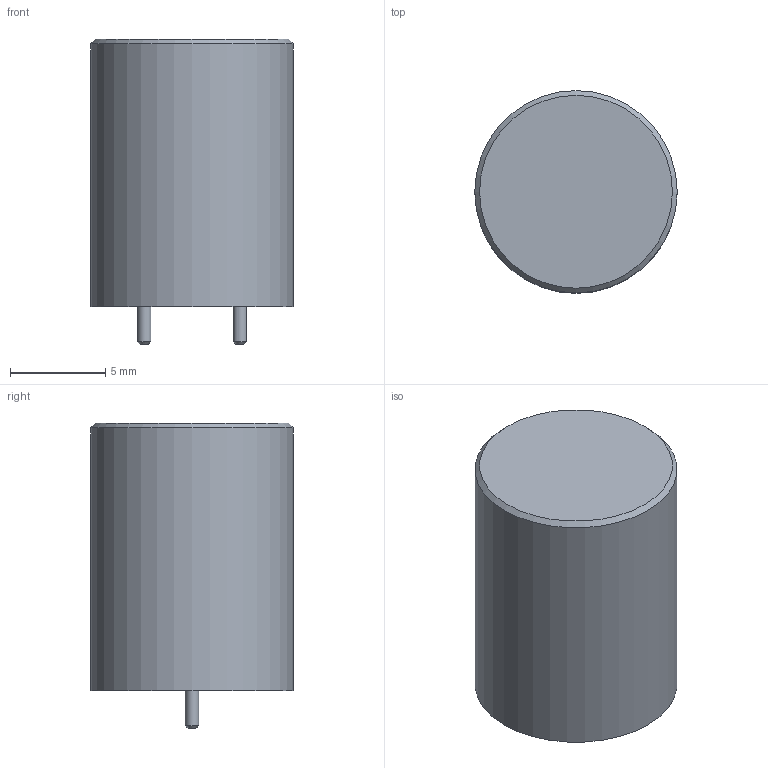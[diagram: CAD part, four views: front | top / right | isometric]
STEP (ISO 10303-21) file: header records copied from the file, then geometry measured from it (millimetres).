
FILE_DESCRIPTION(/* description */ ('Alibre Inc.'),/* implementation_level */ '2;1');
FILE_NAME(/* name */ 'export0',/* time_stamp */ '2013-07-21T21:39:36+03:00',/* author */ (''),/* organization */ (''),/* preprocessor_version */ 'ST-DEVELOPER v14',/* originating_system */ 'Alibre',/* authorisation */ '');
FILE_SCHEMA (('AUTOMOTIVE_DESIGN'));
Length unit declared in the file: centimetre
Bounding box: 10.6 x 10.6 x 16 mm (x, y, z)
Volume: 1235.9 mm3; surface area: 646.1 mm2
Topology: 1 solids, 1 shells, 10 faces, 15 edges, 9 vertices
Faces by surface type: plane 4, cone 3, cylinder 3
Full cylindrical faces by diameter (mm): 0.7 x2, 10.6 x1
Entity records: 229 total; most frequent: DIRECTION 34, CARTESIAN_POINT 28, AXIS2_PLACEMENT_3D 19, ORIENTED_EDGE 18, EDGE_LOOP 18, FACE_BOUND 18, STYLED_ITEM 11, ADVANCED_FACE 10
